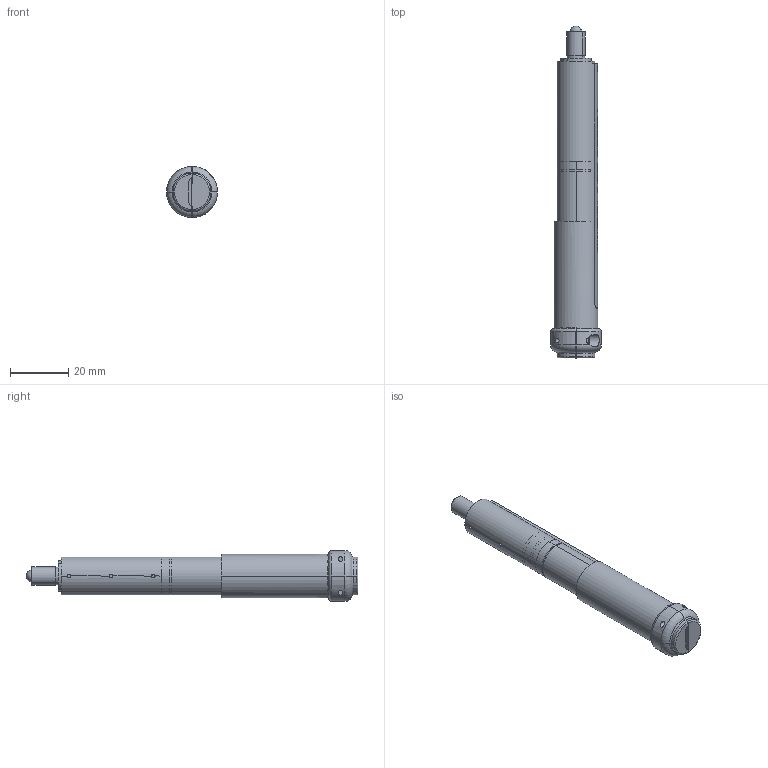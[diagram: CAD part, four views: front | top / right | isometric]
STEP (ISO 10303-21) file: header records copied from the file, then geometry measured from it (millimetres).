
FILE_DESCRIPTION (( 'STEP AP214' ), '1' );
FILE_NAME ('Z806v.STEP', '2009-09-24T09:20:17', ( ' ' ), ( ' ' ), 'SwSTEP 2.0', 'SolidWorks 2009', '' );
FILE_SCHEMA (( 'AUTOMOTIVE_DESIGN' ));
Length unit declared in the file: millimetre
Products named in the file (1): Z806v
Bounding box: 17.5 x 113.99 x 17.5 mm (x, y, z)
Volume: 13666.3 mm3; surface area: 13491.7 mm2
Topology: 12 solids, 12 shells, 634 faces, 1779 edges, 1165 vertices
Faces by surface type: cylinder 254, plane 227, bspline 103, torus 25, cone 21, sphere 4
Entity records: 52960 total; most frequent: CARTESIAN_POINT 30326, ORIENTED_EDGE 3550, DIRECTION 2822, EDGE_CURVE 1775, VERTEX_POINT 1165, AXIS2_PLACEMENT_3D 1070, EDGE_LOOP 686, VECTOR 682
